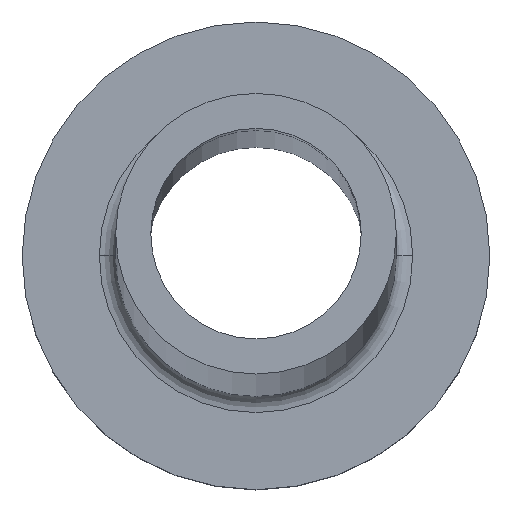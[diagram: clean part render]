
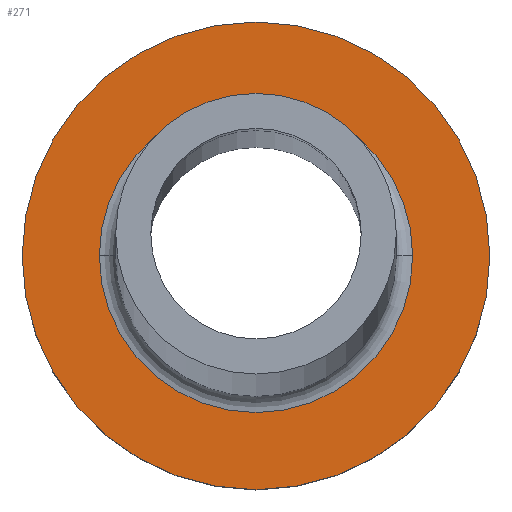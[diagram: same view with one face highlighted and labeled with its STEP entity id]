
A CAD part, top view. The second image highlights one B-rep face of the part: STEP entity #271.
In plain terms, the highlighted planar face has unit normal (0, 0, 1).
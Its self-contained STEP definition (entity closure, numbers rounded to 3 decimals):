
#15 = AXIS2_PLACEMENT_3D ( 'NONE', #437, #370, #265 ) ;
#19 = CARTESIAN_POINT ( 'NONE',  ( 0., 0., 7. ) ) ;
#36 = CIRCLE ( 'NONE', #188, 6.7 ) ;
#40 = DIRECTION ( 'NONE',  ( 0., 0., 1. ) ) ;
#49 = FACE_BOUND ( 'NONE', #171, .T. ) ;
#50 = DIRECTION ( 'NONE',  ( 0., 0., 1. ) ) ;
#53 = PLANE ( 'NONE',  #15 ) ;
#61 = DIRECTION ( 'NONE',  ( 1., 0., 0. ) ) ;
#91 = EDGE_CURVE ( 'NONE', #101, #147, #36, .T. ) ;
#100 = DIRECTION ( 'NONE',  ( 1., 0., 0. ) ) ;
#101 = VERTEX_POINT ( 'NONE', #295 ) ;
#102 = CIRCLE ( 'NONE', #269, 10. ) ;
#117 = EDGE_CURVE ( 'NONE', #327, #195, #346, .T. ) ;
#118 = FACE_OUTER_BOUND ( 'NONE', #255, .T. ) ;
#126 = ORIENTED_EDGE ( 'NONE', *, *, #368, .T. ) ;
#140 = DIRECTION ( 'NONE',  ( 1., 0., 0. ) ) ;
#141 = DIRECTION ( 'NONE',  ( 0., 0., -1. ) ) ;
#147 = VERTEX_POINT ( 'NONE', #272 ) ;
#171 = EDGE_LOOP ( 'NONE', ( #126, #353 ) ) ;
#179 = CARTESIAN_POINT ( 'NONE',  ( 0., 0., 7. ) ) ;
#181 = ORIENTED_EDGE ( 'NONE', *, *, #290, .T. ) ;
#188 = AXIS2_PLACEMENT_3D ( 'NONE', #179, #141, #100 ) ;
#192 = DIRECTION ( 'NONE',  ( 1., 0., 0. ) ) ;
#195 = VERTEX_POINT ( 'NONE', #331 ) ;
#197 = DIRECTION ( 'NONE',  ( 0., 0., -1. ) ) ;
#210 = ORIENTED_EDGE ( 'NONE', *, *, #117, .T. ) ;
#255 = EDGE_LOOP ( 'NONE', ( #181, #210 ) ) ;
#263 = CARTESIAN_POINT ( 'NONE',  ( 0., 0., 7. ) ) ;
#265 = DIRECTION ( 'NONE',  ( 1., 0., 0. ) ) ;
#269 = AXIS2_PLACEMENT_3D ( 'NONE', #263, #50, #192 ) ;
#271 = ADVANCED_FACE ( 'NONE', ( #49, #118 ), #53, .T. ) ;
#272 = CARTESIAN_POINT ( 'NONE',  ( 6.7, 0., 7. ) ) ;
#290 = EDGE_CURVE ( 'NONE', #195, #327, #102, .T. ) ;
#295 = CARTESIAN_POINT ( 'NONE',  ( -6.7, 0., 7. ) ) ;
#306 = AXIS2_PLACEMENT_3D ( 'NONE', #19, #197, #61 ) ;
#327 = VERTEX_POINT ( 'NONE', #417 ) ;
#331 = CARTESIAN_POINT ( 'NONE',  ( -10., 0., 7. ) ) ;
#341 = AXIS2_PLACEMENT_3D ( 'NONE', #361, #40, #140 ) ;
#346 = CIRCLE ( 'NONE', #341, 10. ) ;
#353 = ORIENTED_EDGE ( 'NONE', *, *, #91, .T. ) ;
#361 = CARTESIAN_POINT ( 'NONE',  ( 0., 0., 7. ) ) ;
#368 = EDGE_CURVE ( 'NONE', #147, #101, #388, .T. ) ;
#370 = DIRECTION ( 'NONE',  ( 0., 0., 1. ) ) ;
#388 = CIRCLE ( 'NONE', #306, 6.7 ) ;
#417 = CARTESIAN_POINT ( 'NONE',  ( 10., 0., 7. ) ) ;
#437 = CARTESIAN_POINT ( 'NONE',  ( 0., 0., 7. ) ) ;
